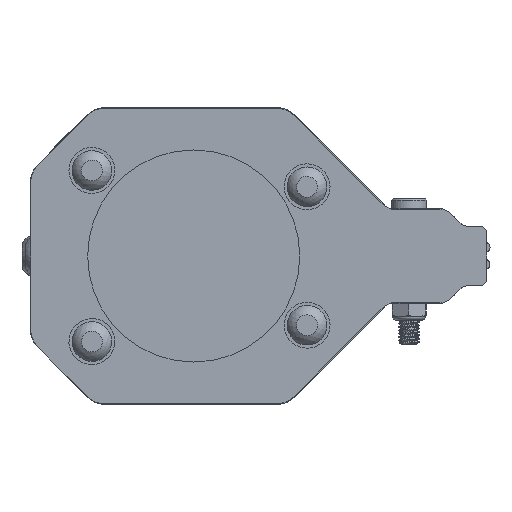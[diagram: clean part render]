
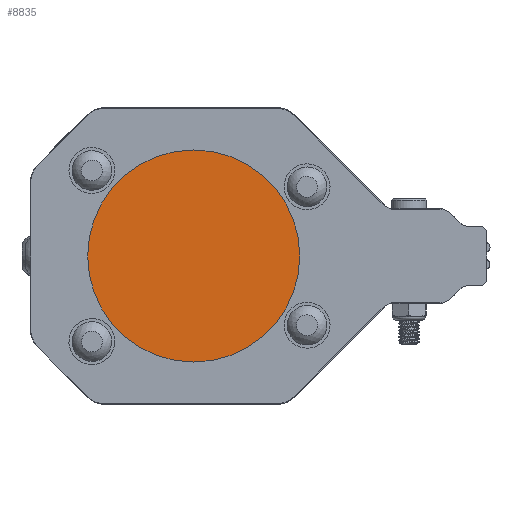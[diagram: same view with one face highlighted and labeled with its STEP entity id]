
A CAD part, left-side view. The second image highlights one B-rep face of the part: STEP entity #8835.
In plain terms, the highlighted planar face has unit normal (-1, 0, 0).
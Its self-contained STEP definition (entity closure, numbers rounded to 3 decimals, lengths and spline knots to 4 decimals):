
#1808=PLANE('',#9929);
#2388=FACE_OUTER_BOUND('',#3203,.T.);
#3203=EDGE_LOOP('',(#7793));
#3876=CIRCLE('',#9927,1.);
#4670=VERTEX_POINT('',#38492);
#5754=EDGE_CURVE('',#4670,#4670,#3876,.T.);
#7793=ORIENTED_EDGE('',*,*,#5754,.T.);
#8835=ADVANCED_FACE('',(#2388),#1808,.T.);
#9927=AXIS2_PLACEMENT_3D('',#38493,#12341,#12342);
#9929=AXIS2_PLACEMENT_3D('',#38496,#12345,#12346);
#12341=DIRECTION('center_axis',(-1.,0.,0.));
#12342=DIRECTION('ref_axis',(0.,0.,-1.));
#12345=DIRECTION('center_axis',(-1.,0.,0.));
#12346=DIRECTION('ref_axis',(0.,0.,1.));
#38492=CARTESIAN_POINT('',(-23.0216,0.,1.));
#38493=CARTESIAN_POINT('Origin',(-23.0216,0.,
0.));
#38496=CARTESIAN_POINT('Origin',(-23.0216,0.,
0.));
